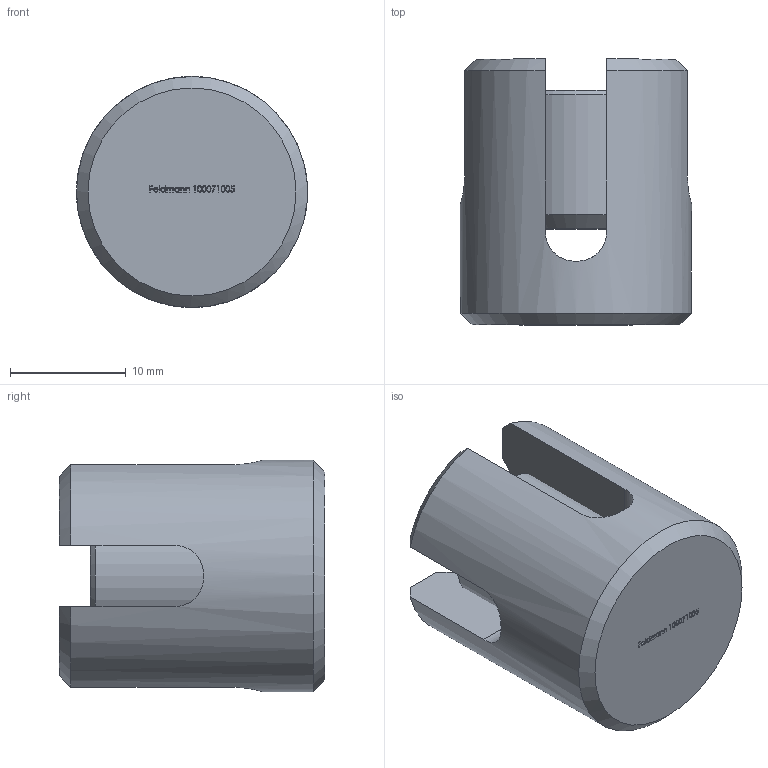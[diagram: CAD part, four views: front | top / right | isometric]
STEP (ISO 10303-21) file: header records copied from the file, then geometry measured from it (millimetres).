
FILE_DESCRIPTION (( 'STEP AP203' ), '1' );
FILE_NAME ('100071005.step', '2020-01-31T11:40:26', ( '' ), ( '' ), 'SwSTEP 2.0', 'SolidWorks 2015', '' );
FILE_SCHEMA (( 'CONFIG_CONTROL_DESIGN' ));
Length unit declared in the file: millimetre
Products named in the file (6): DIN913; 100071005; 10007100X Teil1_100071005 Teil1; 10007100X Teil1; DIN913_DIN913 M12x12
Assembly tree (3 placements, depth 2):
  100071005
    DIN913
  10007100X Teil1
  100071005
    10007100X Teil1_100071005 Teil1
    DIN913_DIN913 M12x12
Bounding box: 20 x 23 x 20 mm (x, y, z)
Volume: 5172.5 mm3; surface area: 3326.2 mm2
Topology: 2 solids, 2 shells, 253 faces, 670 edges, 447 vertices
Faces by surface type: plane 129, bspline 101, cone 12, cylinder 11
Full cylindrical faces by diameter (mm): 10.2 x1, 12 x1, 20 x1
Entity records: 15093 total; most frequent: CARTESIAN_POINT 9027, ORIENTED_EDGE 1316, DIRECTION 777, EDGE_CURVE 658, VERTEX_POINT 441, LINE 393, VECTOR 393, EDGE_LOOP 285
